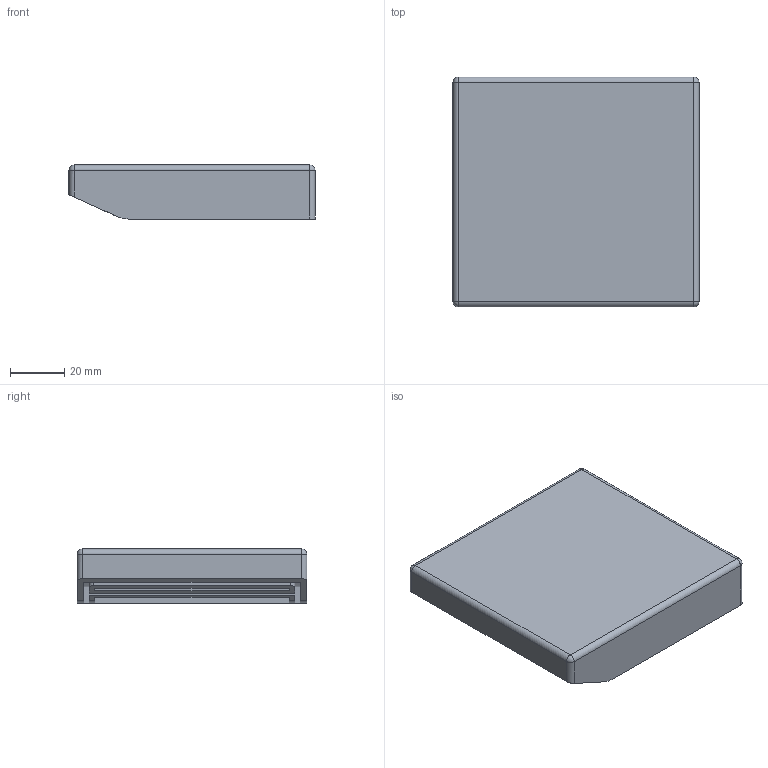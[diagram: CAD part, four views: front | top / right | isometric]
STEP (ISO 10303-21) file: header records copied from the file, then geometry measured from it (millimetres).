
FILE_DESCRIPTION(('FreeCAD Model'),'2;1');
FILE_NAME('Open CASCADE Shape Model','2023-12-10T17:51:51',(''),(''), 'Open CASCADE STEP processor 7.6','FreeCAD','Unknown');
FILE_SCHEMA(('AUTOMOTIVE_DESIGN { 1 0 10303 214 1 1 1 1 }'));
Length unit declared in the file: millimetre
Products named in the file (1): Cover
Bounding box: 91 x 85 x 20 mm (x, y, z)
Volume: 61839.4 mm3; surface area: 36799.6 mm2
Topology: 1 solids, 1 shells, 67 faces, 175 edges, 110 vertices
Faces by surface type: plane 47, cylinder 16, sphere 4
Entity records: 4313 total; most frequent: CARTESIAN_POINT 807, DIRECTION 664, LINE 451, VECTOR 451, ORIENTED_EDGE 342, PCURVE 342, DEFINITIONAL_REPRESENTATION 342, EDGE_CURVE 171
